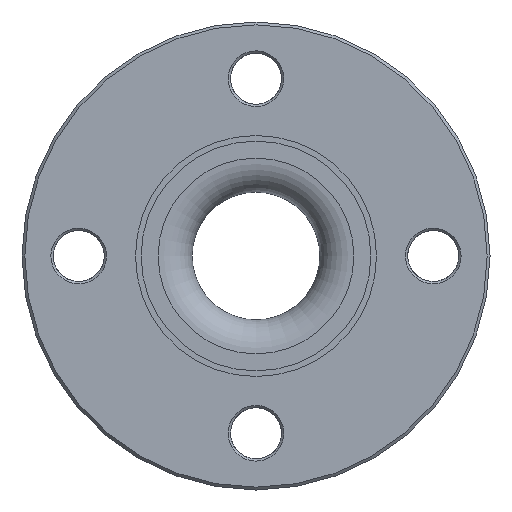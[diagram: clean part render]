
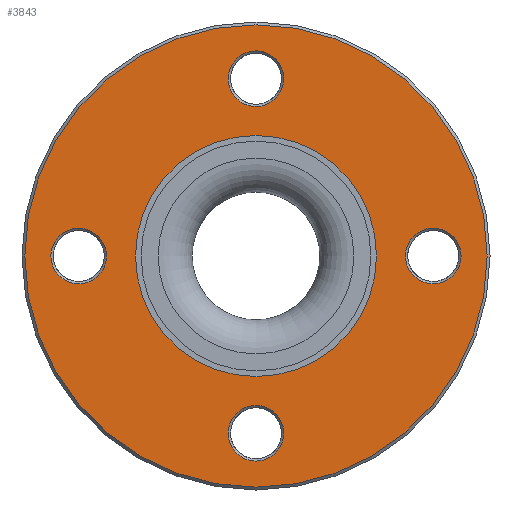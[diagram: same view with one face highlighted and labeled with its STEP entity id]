
A CAD part, left-side view. The second image highlights one B-rep face of the part: STEP entity #3843.
In plain terms, the highlighted planar face has unit normal (-1, 0, 0).
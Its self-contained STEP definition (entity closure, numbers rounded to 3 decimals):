
#3560=CARTESIAN_POINT('',(-61.,-0.,-42.5));
#3561=VERTEX_POINT('',#3560);
#3570=CARTESIAN_POINT('',(-61.,-0.,0.));
#3571=DIRECTION('',(-1.,0.,0.));
#3572=DIRECTION('',(0.,0.,-1.));
#3573=AXIS2_PLACEMENT_3D('',#3570,#3571,#3572);
#3574=CIRCLE('',#3573,42.5);
#3575=EDGE_CURVE('',#3561,#3561,#3574,.T.);
#3655=CARTESIAN_POINT('',(-61.,-0.,0.));
#3656=DIRECTION('',(1.,0.,0.));
#3657=DIRECTION('',(0.,0.,-1.));
#3658=AXIS2_PLACEMENT_3D('',#3655,#3656,#3657);
#3659=PLANE('',#3658);
#3660=CARTESIAN_POINT('',(-61.,-0.,-81.5));
#3661=VERTEX_POINT('',#3660);
#3662=CARTESIAN_POINT('',(-61.,81.5,-0.));
#3663=VERTEX_POINT('',#3662);
#3664=CARTESIAN_POINT('',(-61.,-0.,0.));
#3665=DIRECTION('',(-1.,-0.,-0.));
#3666=DIRECTION('',(0.,0.,-1.));
#3667=AXIS2_PLACEMENT_3D('',#3664,#3665,#3666);
#3668=CIRCLE('',#3667,81.5);
#3669=EDGE_CURVE('',#3661,#3663,#3668,.T.);
#3670=ORIENTED_EDGE('',*,*,#3669,.T.);
#3671=CARTESIAN_POINT('',(-61.,-0.,0.));
#3672=DIRECTION('',(-1.,-0.,-0.));
#3673=DIRECTION('',(0.,0.,-1.));
#3674=AXIS2_PLACEMENT_3D('',#3671,#3672,#3673);
#3675=CIRCLE('',#3674,81.5);
#3676=EDGE_CURVE('',#3663,#3661,#3675,.T.);
#3677=ORIENTED_EDGE('',*,*,#3676,.T.);
#3678=EDGE_LOOP('',(#3670,#3677));
#3679=FACE_BOUND('',#3678,.T.);
#3680=CARTESIAN_POINT('',(-61.,62.5,-9.8));
#3681=VERTEX_POINT('',#3680);
#3682=CARTESIAN_POINT('',(-61.,62.5,-9.8));
#3683=CARTESIAN_POINT('',(-61.,64.442,-9.801));
#3684=CARTESIAN_POINT('',(-61.,66.251,-9.054));
#3685=CARTESIAN_POINT('',(-61.,68.047,-8.312));
#3686=CARTESIAN_POINT('',(-61.,69.43,-6.93));
#3687=CARTESIAN_POINT('',(-61.,70.792,-5.567));
#3688=CARTESIAN_POINT('',(-61.,71.547,-3.747));
#3689=CARTESIAN_POINT('',(-61.,72.301,-1.929));
#3690=CARTESIAN_POINT('',(-61.,72.3,-0.003));
#3691=CARTESIAN_POINT('',(-61.,72.299,1.924));
#3692=CARTESIAN_POINT('',(-61.,71.547,3.744));
#3693=CARTESIAN_POINT('',(-61.,70.794,5.565));
#3694=CARTESIAN_POINT('',(-61.,69.432,6.927));
#3695=CARTESIAN_POINT('',(-61.,68.068,8.292));
#3696=CARTESIAN_POINT('',(-61.,66.253,9.045));
#3697=CARTESIAN_POINT('',(-61.,64.435,9.8));
#3698=CARTESIAN_POINT('',(-61.,62.499,9.8));
#3699=CARTESIAN_POINT('',(-61.,60.566,9.8));
#3700=CARTESIAN_POINT('',(-61.,58.746,9.045));
#3701=CARTESIAN_POINT('',(-61.,56.933,8.292));
#3702=CARTESIAN_POINT('',(-61.,55.567,6.927));
#3703=CARTESIAN_POINT('',(-61.,54.206,5.566));
#3704=CARTESIAN_POINT('',(-61.,53.453,3.743));
#3705=CARTESIAN_POINT('',(-61.,52.701,1.925));
#3706=CARTESIAN_POINT('',(-61.,52.7,-0.004));
#3707=CARTESIAN_POINT('',(-61.,52.699,-1.928));
#3708=CARTESIAN_POINT('',(-61.,53.453,-3.748));
#3709=CARTESIAN_POINT('',(-61.,54.207,-5.566));
#3710=CARTESIAN_POINT('',(-61.,55.571,-6.93));
#3711=CARTESIAN_POINT('',(-61.,56.951,-8.311));
#3712=CARTESIAN_POINT('',(-61.,58.749,-9.054));
#3713=CARTESIAN_POINT('',(-61.,60.553,-9.799));
#3714=CARTESIAN_POINT('',(-61.,62.5,-9.8));
#3715=B_SPLINE_CURVE_WITH_KNOTS('',2,(#3682,#3683,#3684,#3685,#3686,#3687,#3688,#3689,#3690,#3691,#3692,#3693,#3694,#3695,#3696,#3697,#3698,#3699,#3700,#3701,#3702,#3703,#3704,#3705,#3706,#3707,
#3708,#3709,#3710,#3711,#3712,#3713,#3714),.UNSPECIFIED.,.T.,.F.,(3,2,2,2,2,2,2,2,2,2,2,2,2,2,2,2,3),(0.,0.063,0.125,0.188,0.25,0.313,0.375,0.438,0.5,0.563,0.625,0.688,0.75,0.813,0.875,0.938,1.),.UNSPECIFIED.);
#3716=EDGE_CURVE('',#3681,#3681,#3715,.T.);
#3717=ORIENTED_EDGE('',*,*,#3716,.T.);
#3718=EDGE_LOOP('',(#3717));
#3719=FACE_BOUND('',#3718,.T.);
#3720=CARTESIAN_POINT('',(-61.,9.8,-62.5));
#3721=VERTEX_POINT('',#3720);
#3722=CARTESIAN_POINT('',(-61.,9.8,-62.5));
#3723=CARTESIAN_POINT('',(-61.,9.801,-60.558));
#3724=CARTESIAN_POINT('',(-61.,9.054,-58.749));
#3725=CARTESIAN_POINT('',(-61.,8.312,-56.953));
#3726=CARTESIAN_POINT('',(-61.,6.93,-55.57));
#3727=CARTESIAN_POINT('',(-61.,5.567,-54.208));
#3728=CARTESIAN_POINT('',(-61.,3.747,-53.453));
#3729=CARTESIAN_POINT('',(-61.,1.929,-52.699));
#3730=CARTESIAN_POINT('',(-61.,0.003,-52.7));
#3731=CARTESIAN_POINT('',(-61.,-1.924,-52.701));
#3732=CARTESIAN_POINT('',(-61.,-3.744,-53.453));
#3733=CARTESIAN_POINT('',(-61.,-5.565,-54.206));
#3734=CARTESIAN_POINT('',(-61.,-6.927,-55.568));
#3735=CARTESIAN_POINT('',(-61.,-8.292,-56.932));
#3736=CARTESIAN_POINT('',(-61.,-9.045,-58.747));
#3737=CARTESIAN_POINT('',(-61.,-9.8,-60.565));
#3738=CARTESIAN_POINT('',(-61.,-9.8,-62.501));
#3739=CARTESIAN_POINT('',(-61.,-9.8,-64.434));
#3740=CARTESIAN_POINT('',(-61.,-9.045,-66.254));
#3741=CARTESIAN_POINT('',(-61.,-8.292,-68.067));
#3742=CARTESIAN_POINT('',(-61.,-6.927,-69.433));
#3743=CARTESIAN_POINT('',(-61.,-5.566,-70.794));
#3744=CARTESIAN_POINT('',(-61.,-3.743,-71.547));
#3745=CARTESIAN_POINT('',(-61.,-1.925,-72.299));
#3746=CARTESIAN_POINT('',(-61.,0.004,-72.3));
#3747=CARTESIAN_POINT('',(-61.,1.928,-72.301));
#3748=CARTESIAN_POINT('',(-61.,3.748,-71.547));
#3749=CARTESIAN_POINT('',(-61.,5.566,-70.793));
#3750=CARTESIAN_POINT('',(-61.,6.93,-69.429));
#3751=CARTESIAN_POINT('',(-61.,8.311,-68.049));
#3752=CARTESIAN_POINT('',(-61.,9.054,-66.251));
#3753=CARTESIAN_POINT('',(-61.,9.799,-64.447));
#3754=CARTESIAN_POINT('',(-61.,9.8,-62.5));
#3755=B_SPLINE_CURVE_WITH_KNOTS('',2,(#3722,#3723,#3724,#3725,#3726,#3727,#3728,#3729,#3730,#3731,#3732,#3733,#3734,#3735,#3736,#3737,#3738,#3739,#3740,#3741,#3742,#3743,#3744,#3745,#3746,#3747,
#3748,#3749,#3750,#3751,#3752,#3753,#3754),.UNSPECIFIED.,.T.,.F.,(3,2,2,2,2,2,2,2,2,2,2,2,2,2,2,2,3),(0.,0.063,0.125,0.188,0.25,0.313,0.375,0.438,0.5,0.563,0.625,0.688,0.75,0.813,0.875,0.938,1.),.UNSPECIFIED.);
#3756=EDGE_CURVE('',#3721,#3721,#3755,.T.);
#3757=ORIENTED_EDGE('',*,*,#3756,.T.);
#3758=EDGE_LOOP('',(#3757));
#3759=FACE_BOUND('',#3758,.T.);
#3760=CARTESIAN_POINT('',(-61.,-62.5,-9.8));
#3761=VERTEX_POINT('',#3760);
#3762=CARTESIAN_POINT('',(-61.,-62.5,-9.8));
#3763=CARTESIAN_POINT('',(-61.,-60.558,-9.801));
#3764=CARTESIAN_POINT('',(-61.,-58.749,-9.054));
#3765=CARTESIAN_POINT('',(-61.,-56.953,-8.312));
#3766=CARTESIAN_POINT('',(-61.,-55.57,-6.93));
#3767=CARTESIAN_POINT('',(-61.,-54.208,-5.567));
#3768=CARTESIAN_POINT('',(-61.,-53.453,-3.747));
#3769=CARTESIAN_POINT('',(-61.,-52.699,-1.929));
#3770=CARTESIAN_POINT('',(-61.,-52.7,-0.003));
#3771=CARTESIAN_POINT('',(-61.,-52.701,1.924));
#3772=CARTESIAN_POINT('',(-61.,-53.453,3.744));
#3773=CARTESIAN_POINT('',(-61.,-54.206,5.565));
#3774=CARTESIAN_POINT('',(-61.,-55.568,6.927));
#3775=CARTESIAN_POINT('',(-61.,-56.932,8.292));
#3776=CARTESIAN_POINT('',(-61.,-58.747,9.045));
#3777=CARTESIAN_POINT('',(-61.,-60.565,9.8));
#3778=CARTESIAN_POINT('',(-61.,-62.501,9.8));
#3779=CARTESIAN_POINT('',(-61.,-64.434,9.8));
#3780=CARTESIAN_POINT('',(-61.,-66.254,9.045));
#3781=CARTESIAN_POINT('',(-61.,-68.067,8.292));
#3782=CARTESIAN_POINT('',(-61.,-69.433,6.927));
#3783=CARTESIAN_POINT('',(-61.,-70.794,5.566));
#3784=CARTESIAN_POINT('',(-61.,-71.547,3.743));
#3785=CARTESIAN_POINT('',(-61.,-72.299,1.925));
#3786=CARTESIAN_POINT('',(-61.,-72.3,-0.004));
#3787=CARTESIAN_POINT('',(-61.,-72.301,-1.928));
#3788=CARTESIAN_POINT('',(-61.,-71.547,-3.748));
#3789=CARTESIAN_POINT('',(-61.,-70.793,-5.566));
#3790=CARTESIAN_POINT('',(-61.,-69.429,-6.93));
#3791=CARTESIAN_POINT('',(-61.,-68.049,-8.311));
#3792=CARTESIAN_POINT('',(-61.,-66.251,-9.054));
#3793=CARTESIAN_POINT('',(-61.,-64.447,-9.799));
#3794=CARTESIAN_POINT('',(-61.,-62.5,-9.8));
#3795=B_SPLINE_CURVE_WITH_KNOTS('',2,(#3762,#3763,#3764,#3765,#3766,#3767,#3768,#3769,#3770,#3771,#3772,#3773,#3774,#3775,#3776,#3777,#3778,#3779,#3780,#3781,#3782,#3783,#3784,#3785,#3786,#3787,
#3788,#3789,#3790,#3791,#3792,#3793,#3794),.UNSPECIFIED.,.T.,.F.,(3,2,2,2,2,2,2,2,2,2,2,2,2,2,2,2,3),(0.,0.063,0.125,0.188,0.25,0.313,0.375,0.438,0.5,0.563,0.625,0.688,0.75,0.813,0.875,0.938,1.),.UNSPECIFIED.);
#3796=EDGE_CURVE('',#3761,#3761,#3795,.T.);
#3797=ORIENTED_EDGE('',*,*,#3796,.T.);
#3798=EDGE_LOOP('',(#3797));
#3799=FACE_BOUND('',#3798,.T.);
#3800=CARTESIAN_POINT('',(-61.,9.8,62.5));
#3801=VERTEX_POINT('',#3800);
#3802=CARTESIAN_POINT('',(-61.,9.8,62.5));
#3803=CARTESIAN_POINT('',(-61.,9.801,64.442));
#3804=CARTESIAN_POINT('',(-61.,9.054,66.251));
#3805=CARTESIAN_POINT('',(-61.,8.312,68.047));
#3806=CARTESIAN_POINT('',(-61.,6.93,69.43));
#3807=CARTESIAN_POINT('',(-61.,5.567,70.792));
#3808=CARTESIAN_POINT('',(-61.,3.747,71.547));
#3809=CARTESIAN_POINT('',(-61.,1.929,72.301));
#3810=CARTESIAN_POINT('',(-61.,0.003,72.3));
#3811=CARTESIAN_POINT('',(-61.,-1.924,72.299));
#3812=CARTESIAN_POINT('',(-61.,-3.744,71.547));
#3813=CARTESIAN_POINT('',(-61.,-5.565,70.794));
#3814=CARTESIAN_POINT('',(-61.,-6.927,69.432));
#3815=CARTESIAN_POINT('',(-61.,-8.292,68.068));
#3816=CARTESIAN_POINT('',(-61.,-9.045,66.253));
#3817=CARTESIAN_POINT('',(-61.,-9.8,64.435));
#3818=CARTESIAN_POINT('',(-61.,-9.8,62.499));
#3819=CARTESIAN_POINT('',(-61.,-9.8,60.566));
#3820=CARTESIAN_POINT('',(-61.,-9.045,58.746));
#3821=CARTESIAN_POINT('',(-61.,-8.292,56.933));
#3822=CARTESIAN_POINT('',(-61.,-6.927,55.567));
#3823=CARTESIAN_POINT('',(-61.,-5.566,54.206));
#3824=CARTESIAN_POINT('',(-61.,-3.743,53.453));
#3825=CARTESIAN_POINT('',(-61.,-1.925,52.701));
#3826=CARTESIAN_POINT('',(-61.,0.004,52.7));
#3827=CARTESIAN_POINT('',(-61.,1.928,52.699));
#3828=CARTESIAN_POINT('',(-61.,3.748,53.453));
#3829=CARTESIAN_POINT('',(-61.,5.566,54.207));
#3830=CARTESIAN_POINT('',(-61.,6.93,55.571));
#3831=CARTESIAN_POINT('',(-61.,8.311,56.951));
#3832=CARTESIAN_POINT('',(-61.,9.054,58.749));
#3833=CARTESIAN_POINT('',(-61.,9.799,60.553));
#3834=CARTESIAN_POINT('',(-61.,9.8,62.5));
#3835=B_SPLINE_CURVE_WITH_KNOTS('',2,(#3802,#3803,#3804,#3805,#3806,#3807,#3808,#3809,#3810,#3811,#3812,#3813,#3814,#3815,#3816,#3817,#3818,#3819,#3820,#3821,#3822,#3823,#3824,#3825,#3826,#3827,
#3828,#3829,#3830,#3831,#3832,#3833,#3834),.UNSPECIFIED.,.T.,.F.,(3,2,2,2,2,2,2,2,2,2,2,2,2,2,2,2,3),(0.,0.063,0.125,0.188,0.25,0.313,0.375,0.438,0.5,0.563,0.625,0.688,0.75,0.813,0.875,0.938,1.),.UNSPECIFIED.);
#3836=EDGE_CURVE('',#3801,#3801,#3835,.T.);
#3837=ORIENTED_EDGE('',*,*,#3836,.T.);
#3838=EDGE_LOOP('',(#3837));
#3839=FACE_BOUND('',#3838,.T.);
#3840=ORIENTED_EDGE('',*,*,#3575,.F.);
#3841=EDGE_LOOP('',(#3840));
#3842=FACE_BOUND('',#3841,.T.);
#3843=ADVANCED_FACE('',(#3679,#3719,#3759,#3799,#3839,#3842),#3659,.F.);
